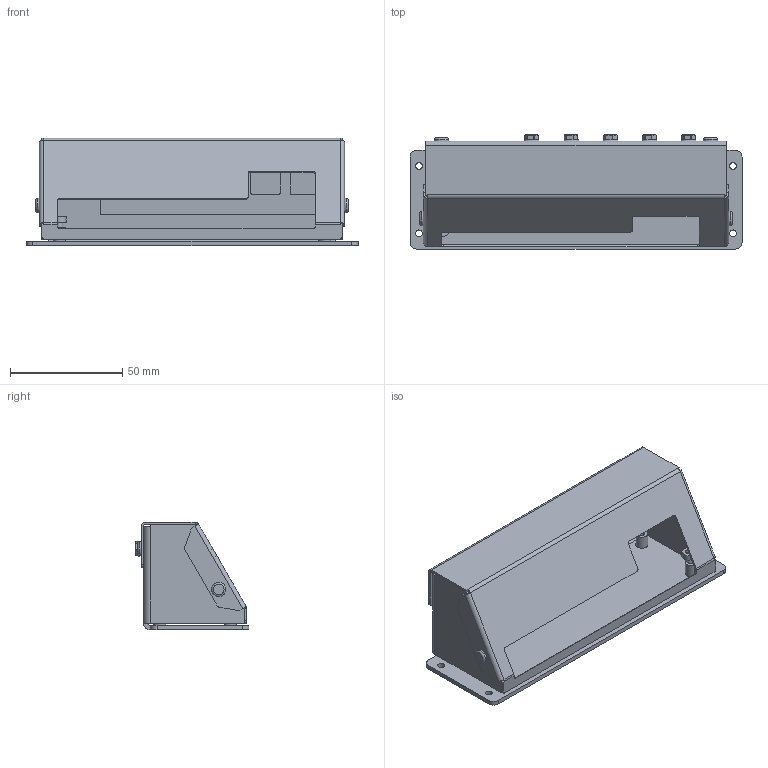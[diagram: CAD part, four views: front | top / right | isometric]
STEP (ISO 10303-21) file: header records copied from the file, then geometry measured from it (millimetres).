
FILE_DESCRIPTION( ( 'Unknown' ), '1' );
FILE_NAME( '43700000191000, Temp Controllrev06, 18, P-, --, SKYWALKER II_2017-01-13.stp', 'Unknown', ( 'Unknown' ), ( 'Unknown' ), 'PSStep 15.0.49', 'Unknown', ' ' );
FILE_SCHEMA( ( 'AUTOMOTIVE_DESIGN { 1 0 10303 214 1 1 1 1 }' ) );
Length unit declared in the file: millimetre
Products named in the file (9): Assem1; 0540009, Controller Bracket, SKYWALKER II; 0540010, Controller Cover, SKYWALKER II; RFE-96511, Rivet Snap 3x4.5, PANEL 2-3; RFE-01049, screw m3x6, mrt gf st fzb; RFE-50023, CLAMP TO-220, INSULATOR; RFE-01019, SCREW M3X10, MC6S ST8.8 FL; RFE-73902, NUT M3, TENSI ST FZB; 387000853, THERMAL PAD, TC-XX-SR-54 for Hemal
Assembly tree (26 placements, depth 2):
  Assem1
    0540009, Controller Bracket, SKYWALKER II
    0540010, Controller Cover, SKYWALKER II
    RFE-96511, Rivet Snap 3x4.5, PANEL 2-3  x4
    RFE-01049, screw m3x6, mrt gf st fzb  x4
    RFE-50023, CLAMP TO-220, INSULATOR  x5
    RFE-01019, SCREW M3X10, MC6S ST8.8 FL  x5
    RFE-73902, NUT M3, TENSI ST FZB  x5
    387000853, THERMAL PAD, TC-XX-SR-54 for Hemal
Bounding box: 148 x 50.8 x 48 mm (x, y, z)
Volume: 49737.2 mm3; surface area: 66131.7 mm2
Topology: 26 solids, 26 shells, 624 faces, 1464 edges, 921 vertices
Faces by surface type: plane 270, cylinder 221, cone 129, torus 4
Full cylindrical faces by diameter (mm): 2.454 x25, 2.459 x4, 2.82 x4, 3 x37, 3.1 x4, 3.25 x5, 3.292 x5, 3.5 x13, 4.3 x4, 5.39 x4, 5.5 x5, 6 x4, 6.4 x4, 7.8 x5
Entity records: 8097 total; most frequent: DIRECTION 1317, CARTESIAN_POINT 1302, ORIENTED_EDGE 1100, EDGE_CURVE 550, AXIS2_PLACEMENT_3D 510, VERTEX_POINT 383, EDGE_LOOP 379, FACE_OUTER_BOUND 303
